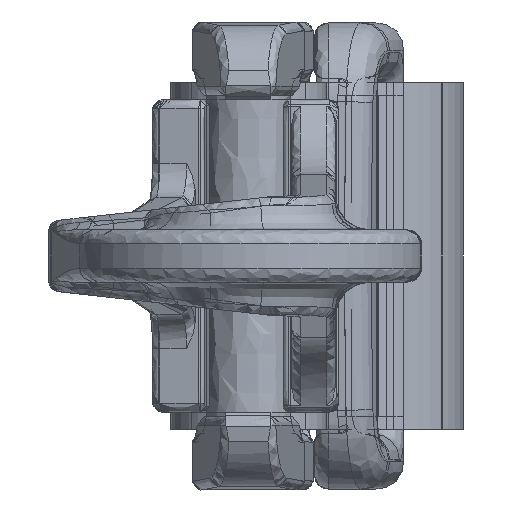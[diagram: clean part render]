
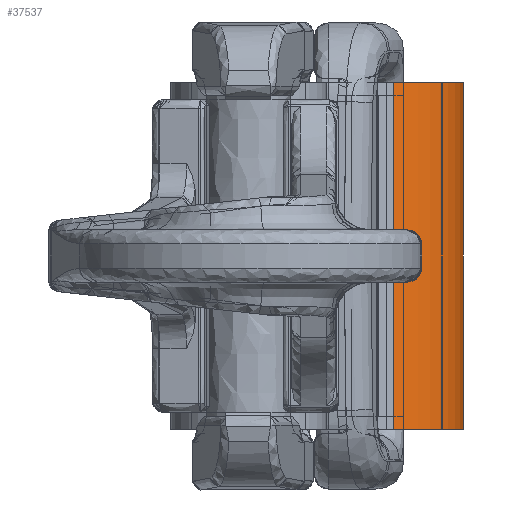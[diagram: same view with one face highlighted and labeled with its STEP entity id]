
A CAD part, left-side view. The second image highlights one B-rep face of the part: STEP entity #37537.
In plain terms, the highlighted free-form (B-spline) face has degree [1, 2] with [2, 5] control points.
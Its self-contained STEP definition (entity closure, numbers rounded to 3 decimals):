
#36609=CARTESIAN_POINT('',(64.574,-8.349,-10.));
#36610=VERTEX_POINT('',#36609);
#36624=CARTESIAN_POINT('',(53.407,-8.349,-10.));
#36625=VERTEX_POINT('',#36624);
#36626=CARTESIAN_POINT('',(64.574,-8.349,-10.));
#36627=CARTESIAN_POINT('',(64.287,-9.224,-10.));
#36628=CARTESIAN_POINT('',(63.415,-10.631,-10.));
#36629=CARTESIAN_POINT('',(61.303,-12.097,-10.));
#36630=CARTESIAN_POINT('',(58.984,-12.557,-10.));
#36631=CARTESIAN_POINT('',(56.777,-12.073,-10.));
#36632=CARTESIAN_POINT('',(54.721,-10.82,-10.));
#36633=CARTESIAN_POINT('',(53.74,-9.37,-10.));
#36634=CARTESIAN_POINT('',(53.407,-8.349,-10.));
#36635=B_SPLINE_CURVE_WITH_KNOTS('',3,(#36626,#36627,#36628,#36629,#36630,#36631,#36632,#36633,#36634),.UNSPECIFIED.,.F.,.U.,(4,1,1,1,1,1,4),(0.,2.761,4.833,7.593,9.664,11.506,14.727),.UNSPECIFIED.);
#36636=EDGE_CURVE('',#36610,#36625,#36635,.T.);
#37435=CARTESIAN_POINT('',(53.407,-8.349,10.));
#37436=VERTEX_POINT('',#37435);
#37450=CARTESIAN_POINT('',(64.574,-8.349,10.));
#37451=VERTEX_POINT('',#37450);
#37452=CARTESIAN_POINT('',(64.574,-8.349,10.));
#37453=CARTESIAN_POINT('',(64.287,-9.224,10.));
#37454=CARTESIAN_POINT('',(63.415,-10.631,10.));
#37455=CARTESIAN_POINT('',(61.303,-12.097,10.));
#37456=CARTESIAN_POINT('',(58.984,-12.557,10.));
#37457=CARTESIAN_POINT('',(56.777,-12.073,10.));
#37458=CARTESIAN_POINT('',(54.721,-10.82,10.));
#37459=CARTESIAN_POINT('',(53.74,-9.37,10.));
#37460=CARTESIAN_POINT('',(53.407,-8.349,10.));
#37461=B_SPLINE_CURVE_WITH_KNOTS('',3,(#37452,#37453,#37454,#37455,#37456,#37457,#37458,#37459,#37460),.UNSPECIFIED.,.F.,.U.,(4,1,1,1,1,1,4),(0.,2.761,4.833,7.593,9.664,11.506,14.727),.UNSPECIFIED.);
#37462=EDGE_CURVE('',#37451,#37436,#37461,.T.);
#37501=CARTESIAN_POINT('',(64.574,-8.349,10.));
#37502=CARTESIAN_POINT('',(64.574,-8.349,-10.));
#37503=QUASI_UNIFORM_CURVE('',1,(#37501,#37502),.UNSPECIFIED.,.F.,.U.);
#37504=EDGE_CURVE('',#37451,#36610,#37503,.T.);
#37509=CARTESIAN_POINT('',(53.391,-8.3,10.5));
#37510=CARTESIAN_POINT('',(53.391,-8.3,-10.512));
#37511=CARTESIAN_POINT('',(54.729,-12.482,10.5));
#37512=CARTESIAN_POINT('',(54.729,-12.482,-10.512));
#37513=CARTESIAN_POINT('',(59.118,-12.387,10.5));
#37514=CARTESIAN_POINT('',(59.118,-12.387,-10.512));
#37515=CARTESIAN_POINT('',(63.507,-12.291,10.5));
#37516=CARTESIAN_POINT('',(63.507,-12.291,-10.512));
#37517=CARTESIAN_POINT('',(64.662,-8.056,10.5));
#37518=CARTESIAN_POINT('',(64.662,-8.056,-10.512));
#37526=(BOUNDED_SURFACE()B_SPLINE_SURFACE(1,2,((#37509,#37511,#37513,#37515,#37517),(#37510,#37512,#37514,#37516,#37518)),.UNSPECIFIED.,.F.,.F.,.U.)B_SPLINE_SURFACE_WITH_KNOTS((2,2),(3,2,3),(0.0,21.012),(0.0,7.812,15.623),.UNSPECIFIED.)GEOMETRIC_REPRESENTATION_ITEM()RATIONAL_B_SPLINE_SURFACE(((1.0,0.801,1.0,0.801,1.0),(1.0,0.801,1.0,0.801,1.0)))REPRESENTATION_ITEM('')SURFACE());
#37527=ORIENTED_EDGE('',*,*,#36636,.F.);
#37528=ORIENTED_EDGE('',*,*,#37504,.F.);
#37529=ORIENTED_EDGE('',*,*,#37462,.T.);
#37530=CARTESIAN_POINT('',(53.407,-8.349,10.));
#37531=CARTESIAN_POINT('',(53.407,-8.349,-10.));
#37532=QUASI_UNIFORM_CURVE('',1,(#37530,#37531),.UNSPECIFIED.,.F.,.U.);
#37533=EDGE_CURVE('',#37436,#36625,#37532,.T.);
#37534=ORIENTED_EDGE('',*,*,#37533,.T.);
#37535=EDGE_LOOP('',(#37527,#37528,#37529,#37534));
#37536=FACE_OUTER_BOUND('',#37535,.T.);
#37537=ADVANCED_FACE('',(#37536),#37526,.T.);
